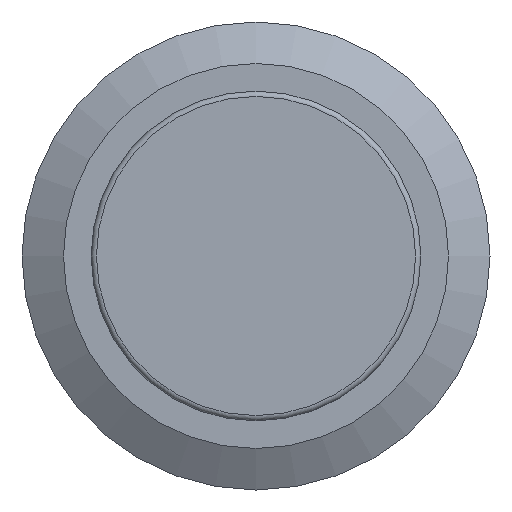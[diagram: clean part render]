
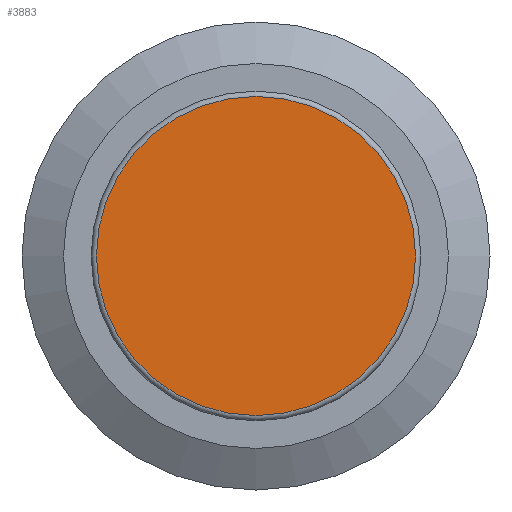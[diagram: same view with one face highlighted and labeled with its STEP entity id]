
A CAD part, left-side view. The second image highlights one B-rep face of the part: STEP entity #3883.
In plain terms, the highlighted planar face has unit normal (-1, 0, 0).
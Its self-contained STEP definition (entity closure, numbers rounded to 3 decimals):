
#259=CIRCLE('',#4181,7.5);
#471=FACE_OUTER_BOUND('',#706,.T.);
#706=EDGE_LOOP('',(#3514));
#1864=VERTEX_POINT('',#6634);
#2416=EDGE_CURVE('',#1864,#1864,#259,.T.);
#3514=ORIENTED_EDGE('',*,*,#2416,.F.);
#3677=PLANE('',#4180);
#3883=ADVANCED_FACE('',(#471),#3677,.F.);
#4180=AXIS2_PLACEMENT_3D('',#6633,#5122,#5123);
#4181=AXIS2_PLACEMENT_3D('',#6635,#5124,#5125);
#5122=DIRECTION('center_axis',(1.,0.,0.));
#5123=DIRECTION('ref_axis',(0.,0.,1.));
#5124=DIRECTION('center_axis',(1.,0.,0.));
#5125=DIRECTION('ref_axis',(0.,0.,1.));
#6633=CARTESIAN_POINT('Origin',(-1.8,0.,0.));
#6634=CARTESIAN_POINT('',(-1.8,0.,-7.5));
#6635=CARTESIAN_POINT('Origin',(-1.8,0.,0.));
